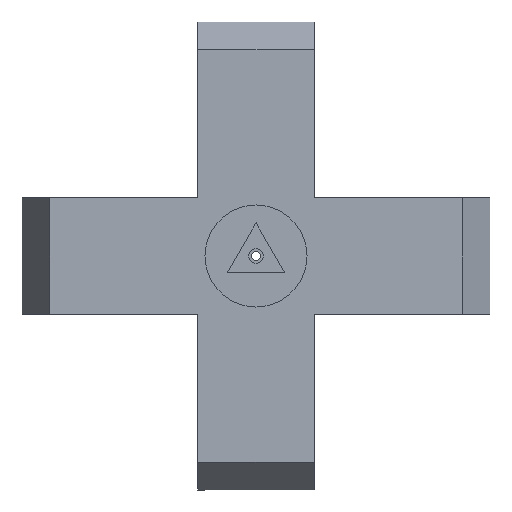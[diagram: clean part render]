
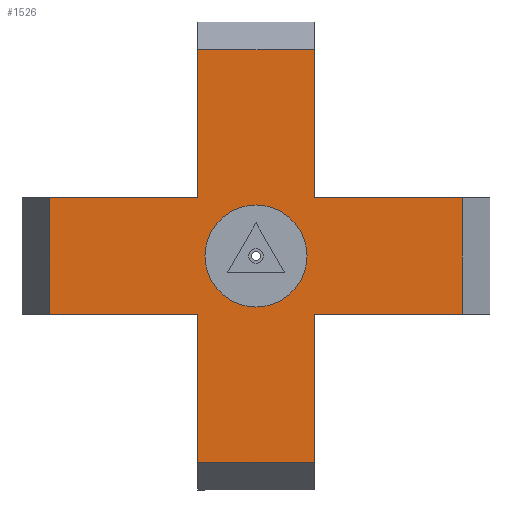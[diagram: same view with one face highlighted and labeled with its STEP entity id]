
A CAD part, front view. The second image highlights one B-rep face of the part: STEP entity #1526.
In plain terms, the highlighted planar face has unit normal (0, -1, 0).
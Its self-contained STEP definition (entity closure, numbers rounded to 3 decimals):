
#13 = FACE_BOUND ( 'NONE', #715, .T. ) ;
#19 = VERTEX_POINT ( 'NONE', #338 ) ;
#77 = LINE ( 'NONE', #1945, #751 ) ;
#110 = CARTESIAN_POINT ( 'NONE',  ( 20., 0., -20. ) ) ;
#117 = ORIENTED_EDGE ( 'NONE', *, *, #1236, .T. ) ;
#127 = VERTEX_POINT ( 'NONE', #1793 ) ;
#162 = VECTOR ( 'NONE', #1441, 1000. ) ;
#180 = VERTEX_POINT ( 'NONE', #1826 ) ;
#190 = ORIENTED_EDGE ( 'NONE', *, *, #973, .T. ) ;
#204 = LINE ( 'NONE', #1311, #928 ) ;
#214 = ORIENTED_EDGE ( 'NONE', *, *, #2026, .F. ) ;
#229 = ORIENTED_EDGE ( 'NONE', *, *, #1547, .F. ) ;
#240 = ORIENTED_EDGE ( 'NONE', *, *, #1653, .F. ) ;
#250 = VERTEX_POINT ( 'NONE', #1463 ) ;
#300 = DIRECTION ( 'NONE',  ( -1., 0., 0. ) ) ;
#301 = EDGE_CURVE ( 'NONE', #250, #330, #966, .T. ) ;
#330 = VERTEX_POINT ( 'NONE', #1777 ) ;
#334 = VERTEX_POINT ( 'NONE', #1711 ) ;
#338 = CARTESIAN_POINT ( 'NONE',  ( -20., 0., -20. ) ) ;
#359 = CARTESIAN_POINT ( 'NONE',  ( 20., 0., -70.848 ) ) ;
#379 = ORIENTED_EDGE ( 'NONE', *, *, #671, .F. ) ;
#407 = CARTESIAN_POINT ( 'NONE',  ( -70.848, 0., -20. ) ) ;
#427 = EDGE_CURVE ( 'NONE', #1042, #829, #1044, .T. ) ;
#428 = VECTOR ( 'NONE', #848, 1000. ) ;
#429 = CIRCLE ( 'NONE', #1725, 17.5 ) ;
#441 = DIRECTION ( 'NONE',  ( 1., 0., 0. ) ) ;
#451 = CARTESIAN_POINT ( 'NONE',  ( -70.848, 0., 20. ) ) ;
#469 = EDGE_CURVE ( 'NONE', #829, #944, #934, .T. ) ;
#500 = ORIENTED_EDGE ( 'NONE', *, *, #469, .F. ) ;
#512 = VECTOR ( 'NONE', #1107, 1000. ) ;
#529 = LINE ( 'NONE', #359, #1722 ) ;
#530 = VERTEX_POINT ( 'NONE', #1366 ) ;
#532 = LINE ( 'NONE', #1291, #1273 ) ;
#553 = VECTOR ( 'NONE', #1498, 1000. ) ;
#581 = AXIS2_PLACEMENT_3D ( 'NONE', #902, #900, #897 ) ;
#631 = EDGE_CURVE ( 'NONE', #1042, #19, #1757, .T. ) ;
#671 = EDGE_CURVE ( 'NONE', #944, #127, #77, .T. ) ;
#681 = DIRECTION ( 'NONE',  ( 1., 0., 0. ) ) ;
#710 = LINE ( 'NONE', #850, #428 ) ;
#711 = FACE_OUTER_BOUND ( 'NONE', #796, .T. ) ;
#713 = CARTESIAN_POINT ( 'NONE',  ( 0., 0., 0. ) ) ;
#715 = EDGE_LOOP ( 'NONE', ( #1413, #229 ) ) ;
#725 = DIRECTION ( 'NONE',  ( 0., -1., 0. ) ) ;
#741 = ORIENTED_EDGE ( 'NONE', *, *, #1194, .T. ) ;
#746 = ORIENTED_EDGE ( 'NONE', *, *, #631, .T. ) ;
#751 = VECTOR ( 'NONE', #1150, 1000. ) ;
#770 = VERTEX_POINT ( 'NONE', #1234 ) ;
#786 = DIRECTION ( 'NONE',  ( 1., 0., 0. ) ) ;
#796 = EDGE_LOOP ( 'NONE', ( #240, #741, #190, #379, #500, #1962, #746, #214, #1597, #1223, #117, #1434 ) ) ;
#808 = DIRECTION ( 'NONE',  ( 0., -1., 0. ) ) ;
#829 = VERTEX_POINT ( 'NONE', #1352 ) ;
#845 = PLANE ( 'NONE',  #1607 ) ;
#846 = CIRCLE ( 'NONE', #581, 17.5 ) ;
#847 = CARTESIAN_POINT ( 'NONE',  ( -70.848, 0., -20. ) ) ;
#848 = DIRECTION ( 'NONE',  ( 0., 0., 1. ) ) ;
#849 = LINE ( 'NONE', #1025, #512 ) ;
#850 = CARTESIAN_POINT ( 'NONE',  ( -20., 0., -70.848 ) ) ;
#855 = VECTOR ( 'NONE', #1423, 1000. ) ;
#897 = DIRECTION ( 'NONE',  ( 1., 0., 0. ) ) ;
#900 = DIRECTION ( 'NONE',  ( 0., -1., 0. ) ) ;
#902 = CARTESIAN_POINT ( 'NONE',  ( 0., 0., 0. ) ) ;
#928 = VECTOR ( 'NONE', #1309, 1000. ) ;
#934 = LINE ( 'NONE', #1603, #162 ) ;
#944 = VERTEX_POINT ( 'NONE', #1647 ) ;
#959 = LINE ( 'NONE', #1650, #1913 ) ;
#966 = LINE ( 'NONE', #1568, #553 ) ;
#973 = EDGE_CURVE ( 'NONE', #180, #127, #959, .T. ) ;
#997 = CARTESIAN_POINT ( 'NONE',  ( 20., 0., -70.848 ) ) ;
#1025 = CARTESIAN_POINT ( 'NONE',  ( 20., 0., -70.848 ) ) ;
#1042 = VERTEX_POINT ( 'NONE', #1529 ) ;
#1044 = LINE ( 'NONE', #1968, #1895 ) ;
#1088 = VERTEX_POINT ( 'NONE', #1496 ) ;
#1107 = DIRECTION ( 'NONE',  ( 0., 0., 1. ) ) ;
#1150 = DIRECTION ( 'NONE',  ( 0., 0., 1. ) ) ;
#1194 = EDGE_CURVE ( 'NONE', #334, #180, #204, .T. ) ;
#1223 = ORIENTED_EDGE ( 'NONE', *, *, #1466, .T. ) ;
#1234 = CARTESIAN_POINT ( 'NONE',  ( -17.5, 0., 0. ) ) ;
#1236 = EDGE_CURVE ( 'NONE', #1733, #250, #532, .T. ) ;
#1273 = VECTOR ( 'NONE', #1293, 1000. ) ;
#1291 = CARTESIAN_POINT ( 'NONE',  ( -70.848, 0., -20. ) ) ;
#1293 = DIRECTION ( 'NONE',  ( 1., 0., 0. ) ) ;
#1309 = DIRECTION ( 'NONE',  ( 0., 0., 1. ) ) ;
#1311 = CARTESIAN_POINT ( 'NONE',  ( 20., 0., -70.848 ) ) ;
#1352 = CARTESIAN_POINT ( 'NONE',  ( -70.848, 0., 20. ) ) ;
#1366 = CARTESIAN_POINT ( 'NONE',  ( 17.5, 0., 0. ) ) ;
#1379 = VECTOR ( 'NONE', #441, 1000. ) ;
#1413 = ORIENTED_EDGE ( 'NONE', *, *, #1983, .F. ) ;
#1423 = DIRECTION ( 'NONE',  ( 1., 0., 0. ) ) ;
#1434 = ORIENTED_EDGE ( 'NONE', *, *, #301, .T. ) ;
#1441 = DIRECTION ( 'NONE',  ( 1., 0., 0. ) ) ;
#1463 = CARTESIAN_POINT ( 'NONE',  ( 70.848, 0., -20. ) ) ;
#1466 = EDGE_CURVE ( 'NONE', #1872, #1733, #849, .T. ) ;
#1484 = LINE ( 'NONE', #451, #1379 ) ;
#1496 = CARTESIAN_POINT ( 'NONE',  ( -20., 0., -70.848 ) ) ;
#1498 = DIRECTION ( 'NONE',  ( 0., 0., 1. ) ) ;
#1526 = ADVANCED_FACE ( 'NONE', ( #13, #711 ), #845, .T. ) ;
#1529 = CARTESIAN_POINT ( 'NONE',  ( -70.848, 0., -20. ) ) ;
#1547 = EDGE_CURVE ( 'NONE', #530, #770, #429, .T. ) ;
#1568 = CARTESIAN_POINT ( 'NONE',  ( 70.848, 0., -20. ) ) ;
#1597 = ORIENTED_EDGE ( 'NONE', *, *, #1693, .F. ) ;
#1603 = CARTESIAN_POINT ( 'NONE',  ( -70.848, 0., 20. ) ) ;
#1607 = AXIS2_PLACEMENT_3D ( 'NONE', #847, #808, #786 ) ;
#1640 = DIRECTION ( 'NONE',  ( -1., 0., 0. ) ) ;
#1647 = CARTESIAN_POINT ( 'NONE',  ( -20., 0., 20. ) ) ;
#1650 = CARTESIAN_POINT ( 'NONE',  ( 20., 0., 70.848 ) ) ;
#1653 = EDGE_CURVE ( 'NONE', #334, #330, #1484, .T. ) ;
#1693 = EDGE_CURVE ( 'NONE', #1872, #1088, #529, .T. ) ;
#1711 = CARTESIAN_POINT ( 'NONE',  ( 20., 0., 20. ) ) ;
#1722 = VECTOR ( 'NONE', #300, 1000. ) ;
#1725 = AXIS2_PLACEMENT_3D ( 'NONE', #713, #725, #681 ) ;
#1733 = VERTEX_POINT ( 'NONE', #110 ) ;
#1757 = LINE ( 'NONE', #407, #855 ) ;
#1777 = CARTESIAN_POINT ( 'NONE',  ( 70.848, 0., 20. ) ) ;
#1793 = CARTESIAN_POINT ( 'NONE',  ( -20., 0., 70.848 ) ) ;
#1826 = CARTESIAN_POINT ( 'NONE',  ( 20., 0., 70.848 ) ) ;
#1872 = VERTEX_POINT ( 'NONE', #997 ) ;
#1895 = VECTOR ( 'NONE', #2004, 1000. ) ;
#1913 = VECTOR ( 'NONE', #1640, 1000. ) ;
#1945 = CARTESIAN_POINT ( 'NONE',  ( -20., 0., -70.848 ) ) ;
#1962 = ORIENTED_EDGE ( 'NONE', *, *, #427, .F. ) ;
#1968 = CARTESIAN_POINT ( 'NONE',  ( -70.848, 0., -20. ) ) ;
#1983 = EDGE_CURVE ( 'NONE', #770, #530, #846, .T. ) ;
#2004 = DIRECTION ( 'NONE',  ( 0., 0., 1. ) ) ;
#2026 = EDGE_CURVE ( 'NONE', #1088, #19, #710, .T. ) ;
